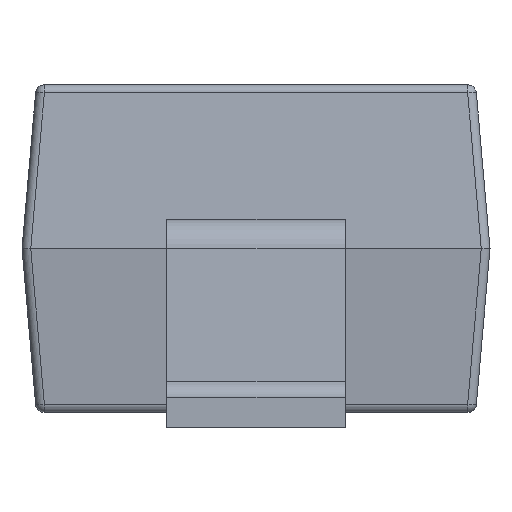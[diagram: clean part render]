
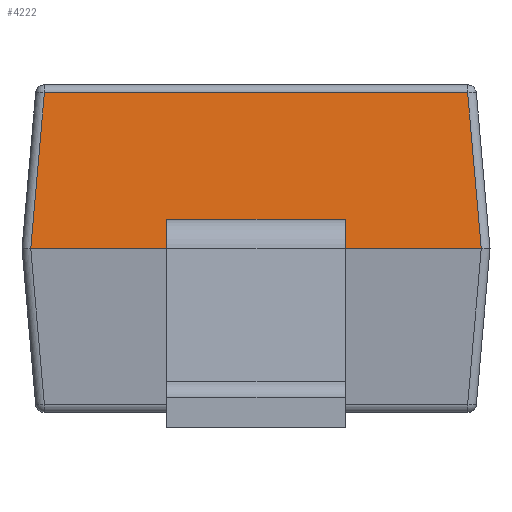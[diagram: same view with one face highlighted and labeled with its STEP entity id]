
A CAD part, left-side view. The second image highlights one B-rep face of the part: STEP entity #4222.
In plain terms, the highlighted planar face has unit normal (-0.996, 0, 0.087).
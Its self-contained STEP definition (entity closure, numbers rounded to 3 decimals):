
#52 = CARTESIAN_POINT ( 'NONE',  ( -1.336, -0.305, 0.1 ) ) ;
#119 = DIRECTION ( 'NONE',  ( 0.087, 0.087, 0.992 ) ) ;
#243 = VECTOR ( 'NONE', #119, 1000. ) ;
#247 = CARTESIAN_POINT ( 'NONE',  ( -1.345, 0.8, 0. ) ) ;
#304 = VERTEX_POINT ( 'NONE', #653 ) ;
#310 = CARTESIAN_POINT ( 'NONE',  ( -1.345, 0.8, 0. ) ) ;
#324 = DIRECTION ( 'NONE',  ( 0., 1., 0. ) ) ;
#599 = ORIENTED_EDGE ( 'NONE', *, *, #4914, .T. ) ;
#653 = CARTESIAN_POINT ( 'NONE',  ( -1.298, -0.724, 0.533 ) ) ;
#698 = VECTOR ( 'NONE', #324, 1000. ) ;
#722 = VERTEX_POINT ( 'NONE', #3937 ) ;
#749 = EDGE_CURVE ( 'NONE', #6004, #722, #1725, .T. ) ;
#755 = CARTESIAN_POINT ( 'NONE',  ( -1.336, 0.8, 0.1 ) ) ;
#966 = VERTEX_POINT ( 'NONE', #2699 ) ;
#980 = DIRECTION ( 'NONE',  ( -0.996, 0., 0.087 ) ) ;
#1071 = VECTOR ( 'NONE', #3671, 1000. ) ;
#1261 = DIRECTION ( 'NONE',  ( 0., -1., 0. ) ) ;
#1327 = VERTEX_POINT ( 'NONE', #52 ) ;
#1349 = ORIENTED_EDGE ( 'NONE', *, *, #4187, .F. ) ;
#1479 = PLANE ( 'NONE',  #5112 ) ;
#1539 = ORIENTED_EDGE ( 'NONE', *, *, #4413, .T. ) ;
#1609 = ORIENTED_EDGE ( 'NONE', *, *, #2252, .T. ) ;
#1725 = LINE ( 'NONE', #4871, #1874 ) ;
#1732 = CARTESIAN_POINT ( 'NONE',  ( -1.345, 0.305, 0. ) ) ;
#1766 = VECTOR ( 'NONE', #4457, 1000. ) ;
#1874 = VECTOR ( 'NONE', #1969, 1000. ) ;
#1907 = DIRECTION ( 'NONE',  ( 0.087, 0., 0.996 ) ) ;
#1969 = DIRECTION ( 'NONE',  ( -0.087, 0.087, -0.992 ) ) ;
#2165 = ORIENTED_EDGE ( 'NONE', *, *, #3442, .T. ) ;
#2179 = VERTEX_POINT ( 'NONE', #3962 ) ;
#2233 = ORIENTED_EDGE ( 'NONE', *, *, #749, .T. ) ;
#2252 = EDGE_CURVE ( 'NONE', #304, #6004, #5863, .T. ) ;
#2393 = CARTESIAN_POINT ( 'NONE',  ( -1.345, -0.305, 0. ) ) ;
#2429 = LINE ( 'NONE', #755, #5956 ) ;
#2517 = LINE ( 'NONE', #247, #3428 ) ;
#2617 = ORIENTED_EDGE ( 'NONE', *, *, #2804, .T. ) ;
#2694 = EDGE_LOOP ( 'NONE', ( #1609, #2233, #599, #1539, #2617, #1349, #2165, #3584 ) ) ;
#2699 = CARTESIAN_POINT ( 'NONE',  ( -1.345, -0.305, 0. ) ) ;
#2804 = EDGE_CURVE ( 'NONE', #2179, #1327, #2429, .T. ) ;
#2824 = LINE ( 'NONE', #2393, #4991 ) ;
#3134 = CARTESIAN_POINT ( 'NONE',  ( -1.345, -0.77, 0. ) ) ;
#3266 = CARTESIAN_POINT ( 'NONE',  ( -1.298, 0.724, 0.533 ) ) ;
#3428 = VECTOR ( 'NONE', #5932, 1000. ) ;
#3442 = EDGE_CURVE ( 'NONE', #966, #5703, #3839, .T. ) ;
#3468 = CARTESIAN_POINT ( 'NONE',  ( -1.333, -0.758, 0.135 ) ) ;
#3500 = CARTESIAN_POINT ( 'NONE',  ( -1.345, 0.305, 0. ) ) ;
#3584 = ORIENTED_EDGE ( 'NONE', *, *, #3752, .T. ) ;
#3671 = DIRECTION ( 'NONE',  ( 0., -1., 0. ) ) ;
#3752 = EDGE_CURVE ( 'NONE', #5703, #304, #4276, .T. ) ;
#3839 = LINE ( 'NONE', #310, #1071 ) ;
#3908 = CARTESIAN_POINT ( 'NONE',  ( -1.345, 0.8, 0. ) ) ;
#3937 = CARTESIAN_POINT ( 'NONE',  ( -1.345, 0.77, 0. ) ) ;
#3962 = CARTESIAN_POINT ( 'NONE',  ( -1.336, 0.305, 0.1 ) ) ;
#4160 = FACE_OUTER_BOUND ( 'NONE', #2694, .T. ) ;
#4187 = EDGE_CURVE ( 'NONE', #966, #1327, #2824, .T. ) ;
#4222 = ADVANCED_FACE ( 'NONE', ( #4160 ), #1479, .T. ) ;
#4276 = LINE ( 'NONE', #3468, #243 ) ;
#4413 = EDGE_CURVE ( 'NONE', #5793, #2179, #4848, .T. ) ;
#4457 = DIRECTION ( 'NONE',  ( 0.087, 0., 0.996 ) ) ;
#4848 = LINE ( 'NONE', #3500, #1766 ) ;
#4871 = CARTESIAN_POINT ( 'NONE',  ( -1.345, 0.77, -0.003 ) ) ;
#4914 = EDGE_CURVE ( 'NONE', #722, #5793, #2517, .T. ) ;
#4991 = VECTOR ( 'NONE', #1907, 1000. ) ;
#5112 = AXIS2_PLACEMENT_3D ( 'NONE', #3908, #980, #5295 ) ;
#5295 = DIRECTION ( 'NONE',  ( 0.087, 0., 0.996 ) ) ;
#5703 = VERTEX_POINT ( 'NONE', #3134 ) ;
#5793 = VERTEX_POINT ( 'NONE', #1732 ) ;
#5863 = LINE ( 'NONE', #6059, #698 ) ;
#5932 = DIRECTION ( 'NONE',  ( 0., -1., 0. ) ) ;
#5956 = VECTOR ( 'NONE', #1261, 1000. ) ;
#6004 = VERTEX_POINT ( 'NONE', #3266 ) ;
#6059 = CARTESIAN_POINT ( 'NONE',  ( -1.298, 0.751, 0.533 ) ) ;
